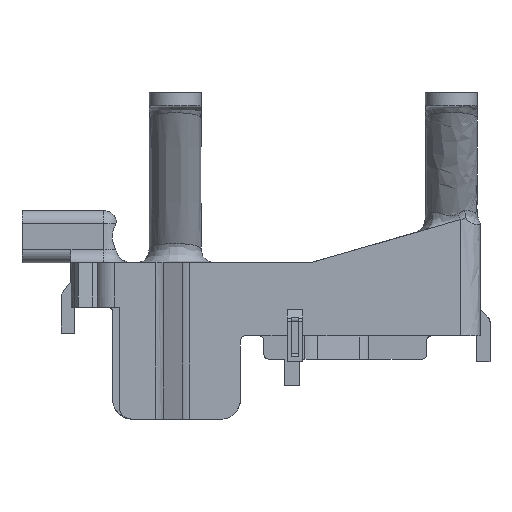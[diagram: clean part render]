
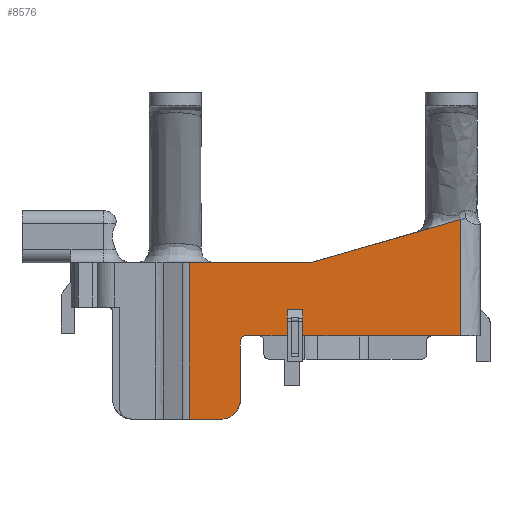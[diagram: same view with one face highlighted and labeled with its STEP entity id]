
A CAD part, front view. The second image highlights one B-rep face of the part: STEP entity #8576.
In plain terms, the highlighted free-form (B-spline) face has degree [1, 1] with [2, 2] control points.
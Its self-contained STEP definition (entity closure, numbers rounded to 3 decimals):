
#2689 = VERTEX_POINT('',#2690);
#2690 = CARTESIAN_POINT('',(200.012,0.,
    107.094));
#2741 = VERTEX_POINT('',#2742);
#2742 = CARTESIAN_POINT('',(135.74,0.,
    88.526));
#2747 = EDGE_CURVE('',#2689,#2741,#2748,.T.);
#2748 = B_SPLINE_CURVE_WITH_KNOTS('',1,(#2749,#2750),.UNSPECIFIED.,.F.,
  .F.,(2,2),(-66.818,-9.232),.PIECEWISE_BEZIER_KNOTS.);
#2749 = CARTESIAN_POINT('',(200.012,0.,
    107.094));
#2750 = CARTESIAN_POINT('',(135.74,0.,
    88.526));
#2850 = VERTEX_POINT('',#2851);
#2851 = CARTESIAN_POINT('',(220.577,0.,
    113.035));
#2872 = EDGE_CURVE('',#2850,#2689,#2873,.T.);
#2873 = B_SPLINE_CURVE_WITH_KNOTS('',1,(#2874,#2875),.UNSPECIFIED.,.F.,
  .F.,(2,2),(-85.243,-66.818),.PIECEWISE_BEZIER_KNOTS.);
#2874 = CARTESIAN_POINT('',(220.577,0.,
    113.035));
#2875 = CARTESIAN_POINT('',(200.012,0.,
    107.094));
#4883 = VERTEX_POINT('',#4884);
#4884 = CARTESIAN_POINT('',(131.314,0.,
    47.214));
#4905 = VERTEX_POINT('',#4906);
#4906 = CARTESIAN_POINT('',(220.577,0.,
    47.214));
#4912 = EDGE_CURVE('',#4883,#4905,#4913,.T.);
#4913 = B_SPLINE_CURVE_WITH_KNOTS('',1,(#4914,#4915),.UNSPECIFIED.,.F.,
  .F.,(2,2),(41.628,118.463),.PIECEWISE_BEZIER_KNOTS.);
#4914 = CARTESIAN_POINT('',(131.314,0.,
    47.214));
#4915 = CARTESIAN_POINT('',(220.577,0.,
    47.214));
#5031 = EDGE_CURVE('',#5032,#4883,#5034,.T.);
#5032 = VERTEX_POINT('',#5033);
#5033 = CARTESIAN_POINT('',(131.314,0.,
    61.968));
#5034 = B_SPLINE_CURVE_WITH_KNOTS('',1,(#5035,#5036),.UNSPECIFIED.,.F.,
  .F.,(2,2),(-33.02,-20.32),.PIECEWISE_BEZIER_KNOTS.);
#5035 = CARTESIAN_POINT('',(131.314,0.,
    61.968));
#5036 = CARTESIAN_POINT('',(131.314,0.,
    47.214));
#5352 = VERTEX_POINT('',#5353);
#5353 = CARTESIAN_POINT('',(122.461,0.,
    61.968));
#5358 = EDGE_CURVE('',#5352,#5359,#5361,.T.);
#5359 = VERTEX_POINT('',#5360);
#5360 = CARTESIAN_POINT('',(122.461,0.,
    47.214));
#5361 = B_SPLINE_CURVE_WITH_KNOTS('',1,(#5362,#5363),.UNSPECIFIED.,.F.,
  .F.,(2,2),(-33.02,-20.32),.PIECEWISE_BEZIER_KNOTS.);
#5362 = CARTESIAN_POINT('',(122.461,0.,
    61.968));
#5363 = CARTESIAN_POINT('',(122.461,0.,
    47.214));
#5388 = EDGE_CURVE('',#5389,#5359,#5391,.T.);
#5389 = VERTEX_POINT('',#5390);
#5390 = CARTESIAN_POINT('',(98.854,0.,
    47.214));
#5391 = B_SPLINE_CURVE_WITH_KNOTS('',1,(#5392,#5393),.UNSPECIFIED.,.F.,
  .F.,(2,2),(13.688,34.008),.PIECEWISE_BEZIER_KNOTS.);
#5392 = CARTESIAN_POINT('',(98.854,0.,
    47.214));
#5393 = CARTESIAN_POINT('',(122.461,0.,
    47.214));
#5416 = VERTEX_POINT('',#5417);
#5417 = CARTESIAN_POINT('',(95.903,0.,
    44.263));
#5424 = EDGE_CURVE('',#5416,#5389,#5425,.T.);
#5425 = ( BOUNDED_CURVE() B_SPLINE_CURVE(2,(#5426,#5427,#5428),
.UNSPECIFIED.,.F.,.F.) B_SPLINE_CURVE_WITH_KNOTS((3,3),(4.712,
6.283),.PIECEWISE_BEZIER_KNOTS.) CURVE() 
GEOMETRIC_REPRESENTATION_ITEM() RATIONAL_B_SPLINE_CURVE((1.,
0.707,1.)) REPRESENTATION_ITEM('') );
#5426 = CARTESIAN_POINT('',(95.903,0.,
    44.263));
#5427 = CARTESIAN_POINT('',(95.903,0.,
    47.214));
#5428 = CARTESIAN_POINT('',(98.854,0.,
    47.214));
#5450 = VERTEX_POINT('',#5451);
#5451 = CARTESIAN_POINT('',(95.903,0.,
    11.066));
#5462 = EDGE_CURVE('',#5450,#5416,#5463,.T.);
#5463 = B_SPLINE_CURVE_WITH_KNOTS('',1,(#5464,#5465),.UNSPECIFIED.,.F.,
  .F.,(2,2),(9.525,38.1),.PIECEWISE_BEZIER_KNOTS.);
#5464 = CARTESIAN_POINT('',(95.903,0.,
    11.066));
#5465 = CARTESIAN_POINT('',(95.903,0.,
    44.263));
#5475 = EDGE_CURVE('',#5450,#5476,#5478,.T.);
#5476 = VERTEX_POINT('',#5477);
#5477 = CARTESIAN_POINT('',(84.837,0.,0.));
#5478 = ( BOUNDED_CURVE() B_SPLINE_CURVE(2,(#5479,#5480,#5481),
.UNSPECIFIED.,.F.,.F.) B_SPLINE_CURVE_WITH_KNOTS((3,3),(5.498,
7.069),.PIECEWISE_BEZIER_KNOTS.) CURVE() 
GEOMETRIC_REPRESENTATION_ITEM() RATIONAL_B_SPLINE_CURVE((1.,
0.707,1.)) REPRESENTATION_ITEM('') );
#5479 = CARTESIAN_POINT('',(95.903,0.,
    11.066));
#5480 = CARTESIAN_POINT('',(95.903,0.,
    0.));
#5481 = CARTESIAN_POINT('',(84.837,0.,0.));
#6030 = EDGE_CURVE('',#5032,#5352,#6031,.T.);
#6031 = B_SPLINE_CURVE_WITH_KNOTS('',1,(#6032,#6033),.UNSPECIFIED.,.F.,
  .F.,(2,2),(-29.563,-21.943),.PIECEWISE_BEZIER_KNOTS.);
#6032 = CARTESIAN_POINT('',(131.314,0.,
    61.968));
#6033 = CARTESIAN_POINT('',(122.461,0.,
    61.968));
#7026 = EDGE_CURVE('',#7027,#5476,#7029,.T.);
#7027 = VERTEX_POINT('',#7028);
#7028 = CARTESIAN_POINT('',(67.05,0.,0.));
#7029 = B_SPLINE_CURVE_WITH_KNOTS('',1,(#7030,#7031),.UNSPECIFIED.,.F.,
  .F.,(2,2),(0.,15.311),.PIECEWISE_BEZIER_KNOTS.);
#7030 = CARTESIAN_POINT('',(67.05,0.,0.));
#7031 = CARTESIAN_POINT('',(84.837,0.,0.));
#7088 = VERTEX_POINT('',#7089);
#7089 = CARTESIAN_POINT('',(67.05,0.,
    88.526));
#7103 = EDGE_CURVE('',#7027,#7088,#7104,.T.);
#7104 = B_SPLINE_CURVE_WITH_KNOTS('',1,(#7105,#7106),.UNSPECIFIED.,.F.,
  .F.,(2,2),(0.,76.2),.PIECEWISE_BEZIER_KNOTS.);
#7105 = CARTESIAN_POINT('',(67.05,0.,0.));
#7106 = CARTESIAN_POINT('',(67.05,0.,
    88.526));
#8576 = ADVANCED_FACE('',(#8577),#8601,.T.);
#8577 = FACE_BOUND('',#8578,.T.);
#8578 = EDGE_LOOP('',(#8579,#8584,#8585,#8586,#8587,#8588,#8589,#8590,
    #8591,#8592,#8593,#8594,#8599,#8600));
#8579 = ORIENTED_EDGE('',*,*,#8580,.F.);
#8580 = EDGE_CURVE('',#7088,#2741,#8581,.T.);
#8581 = B_SPLINE_CURVE_WITH_KNOTS('',1,(#8582,#8583),.UNSPECIFIED.,.F.,
  .F.,(2,2),(-16.304,42.821),.PIECEWISE_BEZIER_KNOTS.);
#8582 = CARTESIAN_POINT('',(67.05,0.,
    88.526));
#8583 = CARTESIAN_POINT('',(135.74,0.,
    88.526));
#8584 = ORIENTED_EDGE('',*,*,#7103,.F.);
#8585 = ORIENTED_EDGE('',*,*,#7026,.T.);
#8586 = ORIENTED_EDGE('',*,*,#5475,.F.);
#8587 = ORIENTED_EDGE('',*,*,#5462,.T.);
#8588 = ORIENTED_EDGE('',*,*,#5424,.T.);
#8589 = ORIENTED_EDGE('',*,*,#5388,.T.);
#8590 = ORIENTED_EDGE('',*,*,#5358,.F.);
#8591 = ORIENTED_EDGE('',*,*,#6030,.F.);
#8592 = ORIENTED_EDGE('',*,*,#5031,.T.);
#8593 = ORIENTED_EDGE('',*,*,#4912,.T.);
#8594 = ORIENTED_EDGE('',*,*,#8595,.T.);
#8595 = EDGE_CURVE('',#4905,#2850,#8596,.T.);
#8596 = B_SPLINE_CURVE_WITH_KNOTS('',1,(#8597,#8598),.UNSPECIFIED.,.F.,
  .F.,(2,2),(40.64,97.296),.PIECEWISE_BEZIER_KNOTS.);
#8597 = CARTESIAN_POINT('',(220.577,0.,47.214));
#8598 = CARTESIAN_POINT('',(220.577,0.,113.035));
#8599 = ORIENTED_EDGE('',*,*,#2872,.T.);
#8600 = ORIENTED_EDGE('',*,*,#2747,.T.);
#8601 = B_SPLINE_SURFACE_WITH_KNOTS('',1,1,(
    (#8602,#8603)
    ,(#8604,#8605
    )),.UNSPECIFIED.,.F.,.F.,.F.,(2,2),(2,2),(0.,132.151),(0.,
    97.296),.PIECEWISE_BEZIER_KNOTS.);
#8602 = CARTESIAN_POINT('',(67.05,0.,0.));
#8603 = CARTESIAN_POINT('',(67.05,0.,
    113.035));
#8604 = CARTESIAN_POINT('',(220.577,0.,0.));
#8605 = CARTESIAN_POINT('',(220.577,0.,
    113.035));
